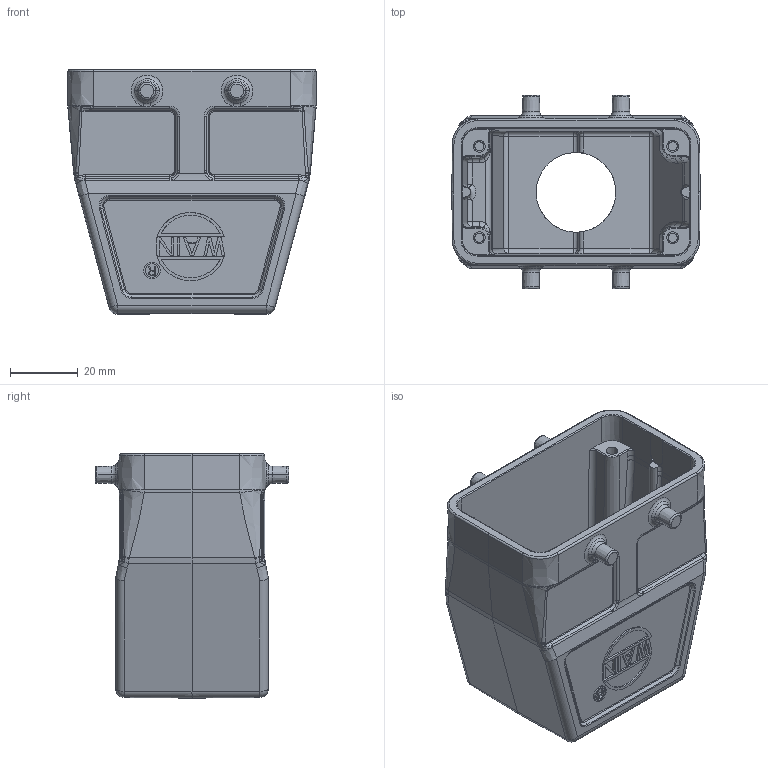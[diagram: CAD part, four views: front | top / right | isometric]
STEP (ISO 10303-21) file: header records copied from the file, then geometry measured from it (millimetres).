
FILE_DESCRIPTION((''),'2;1');
FILE_NAME('3D_1110104305003_H10B-TEH-4B-M2','2019-06-13T',('sh.ye'),(''),'PRO/ENGINEER BY PARAMETRIC TECHNOLOGY CORPORATION, 2015240','PRO/ENGINEER BY PARAMETRIC TECHNOLOGY CORPORATION, 2015240','');
FILE_SCHEMA(('AUTOMOTIVE_DESIGN { 1 0 10303 214 1 1 1 1 }'));
Length unit declared in the file: millimetre
Products named in the file (1): 3D_1110104305003_H10B-TEH-4B-M2
Bounding box: 73.2 x 57 x 72 mm (x, y, z)
Volume: 61904.1 mm3; surface area: 32613.4 mm2
Topology: 1 solids, 1 shells, 703 faces, 1751 edges, 1075 vertices
Faces by surface type: plane 257, bspline 163, cylinder 146, torus 69, cone 46, sphere 14, extrusion 8
Entity records: 33985 total; most frequent: CARTESIAN_POINT 12894, ORIENTED_EDGE 3482, DIRECTION 2858, PRESENTATION_STYLE_ASSIGNMENT 1771, STYLED_ITEM 1771, CURVE_STYLE 1741, EDGE_CURVE 1741, VERTEX_POINT 1075
